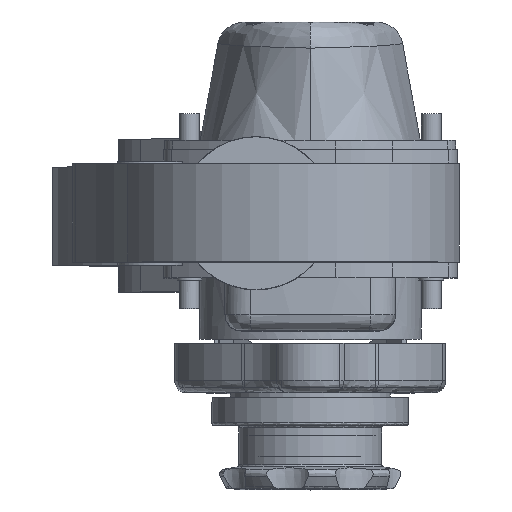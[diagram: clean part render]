
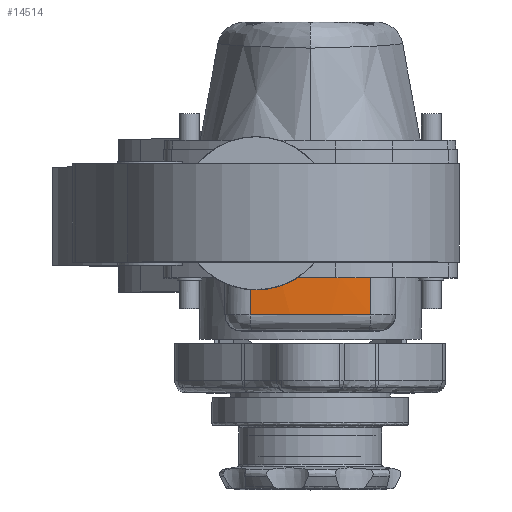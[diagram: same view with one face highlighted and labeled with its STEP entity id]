
A CAD part, top view. The second image highlights one B-rep face of the part: STEP entity #14514.
In plain terms, the highlighted face is a revolution surface.
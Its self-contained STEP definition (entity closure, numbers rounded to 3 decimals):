
#14514=ADVANCED_FACE('',(#19680),#19681,.F.);
#19680=FACE_OUTER_BOUND('',#23872,.T.);
#19681=SURFACE_OF_REVOLUTION('',#23873,#23874);
#23872=EDGE_LOOP('',(#33122,#33123,#33124,#33125,#33126,#33127));
#23873=B_SPLINE_CURVE_WITH_KNOTS('',1,(#33128,#33129),.UNSPECIFIED.,.F.,.F.,(2,2),(0.,1.),.UNSPECIFIED.);
#23874=AXIS1_PLACEMENT('',#33130,#33131);
#33122=ORIENTED_EDGE('',*,*,#45392,.T.);
#33123=ORIENTED_EDGE('',*,*,#42938,.T.);
#33124=ORIENTED_EDGE('',*,*,#45393,.F.);
#33125=ORIENTED_EDGE('',*,*,#45394,.T.);
#33126=ORIENTED_EDGE('',*,*,#45395,.T.);
#33127=ORIENTED_EDGE('',*,*,#45396,.T.);
#33128=CARTESIAN_POINT('',(-201.6,-125.,41.));
#33129=CARTESIAN_POINT('',(-201.6,-125.,26.));
#33130=CARTESIAN_POINT('',(0.,-125.,41.));
#33131=DIRECTION('',(0.,0.,1.));
#42938=EDGE_CURVE('',#52257,#52262,#52264,.T.);
#45392=EDGE_CURVE('',#56986,#52257,#56987,.T.);
#45393=EDGE_CURVE('',#56988,#52262,#56989,.T.);
#45394=EDGE_CURVE('',#56988,#56990,#56991,.F.);
#45395=EDGE_CURVE('',#56990,#56992,#56993,.F.);
#45396=EDGE_CURVE('',#56992,#56986,#56994,.F.);
#52257=VERTEX_POINT('',#71359);
#52262=VERTEX_POINT('',#71364);
#52264=CIRCLE('',#71366,201.6);
#56986=VERTEX_POINT('',#92023);
#56987=LINE('',#92024,#92025);
#56988=VERTEX_POINT('',#92026);
#56989=LINE('',#92027,#92028);
#56990=VERTEX_POINT('',#92029);
#56991=(B_SPLINE_CURVE(3,(#92031,#92032,#92033,#92034),.UNSPECIFIED.,.F.,.F.)B_SPLINE_CURVE_WITH_KNOTS((4,4),(0.,1.),.UNSPECIFIED.)RATIONAL_B_SPLINE_CURVE((1.,1.,1.,1.))BOUNDED_CURVE()REPRESENTATION_ITEM('')GEOMETRIC_REPRESENTATION_ITEM()CURVE());
#56992=VERTEX_POINT('',#92041);
#56993=(B_SPLINE_CURVE(3,(#92043,#92044,#92045,#92046),.UNSPECIFIED.,.F.,.F.)B_SPLINE_CURVE_WITH_KNOTS((4,4),(0.,1.),.UNSPECIFIED.)RATIONAL_B_SPLINE_CURVE((1.,0.999,0.999,1.))BOUNDED_CURVE()REPRESENTATION_ITEM('')GEOMETRIC_REPRESENTATION_ITEM()CURVE());
#56994=(B_SPLINE_CURVE(3,(#92054,#92055,#92056,#92057),.UNSPECIFIED.,.F.,.F.)B_SPLINE_CURVE_WITH_KNOTS((4,4),(0.,1.),.UNSPECIFIED.)RATIONAL_B_SPLINE_CURVE((1.,1.,1.,1.))BOUNDED_CURVE()REPRESENTATION_ITEM('')GEOMETRIC_REPRESENTATION_ITEM()CURVE());
#71359=CARTESIAN_POINT('',(-24.404,75.117,41.));
#71364=CARTESIAN_POINT('',(24.404,75.117,41.));
#71366=AXIS2_PLACEMENT_3D('',#137194,#137195,#137196);
#92023=CARTESIAN_POINT('',(-24.404,75.117,26.));
#92024=CARTESIAN_POINT('',(-24.404,75.117,26.));
#92025=VECTOR('',#138124,1.);
#92026=CARTESIAN_POINT('',(24.404,75.117,26.));
#92027=CARTESIAN_POINT('',(24.404,75.117,26.));
#92028=VECTOR('',#138125,1.);
#92029=CARTESIAN_POINT('',(12.225,76.229,26.));
#92031=CARTESIAN_POINT('',(12.225,76.229,26.));
#92032=CARTESIAN_POINT('',(16.295,75.982,26.));
#92033=CARTESIAN_POINT('',(20.356,75.611,26.));
#92034=CARTESIAN_POINT('',(24.404,75.117,26.));
#92041=CARTESIAN_POINT('',(-12.225,76.229,26.));
#92043=CARTESIAN_POINT('',(-12.225,76.229,26.));
#92044=CARTESIAN_POINT('',(-4.08,76.724,26.));
#92045=CARTESIAN_POINT('',(4.08,76.724,26.));
#92046=CARTESIAN_POINT('',(12.225,76.229,26.));
#92054=CARTESIAN_POINT('',(-24.404,75.117,26.));
#92055=CARTESIAN_POINT('',(-20.356,75.611,26.));
#92056=CARTESIAN_POINT('',(-16.295,75.982,26.));
#92057=CARTESIAN_POINT('',(-12.225,76.229,26.));
#137194=CARTESIAN_POINT('',(0.,-125.,41.));
#137195=DIRECTION('',(0.,0.,-1.));
#137196=DIRECTION('',(-0.121,0.993,0.));
#138124=DIRECTION('',(0.,0.,1.));
#138125=DIRECTION('',(0.,0.,1.));
